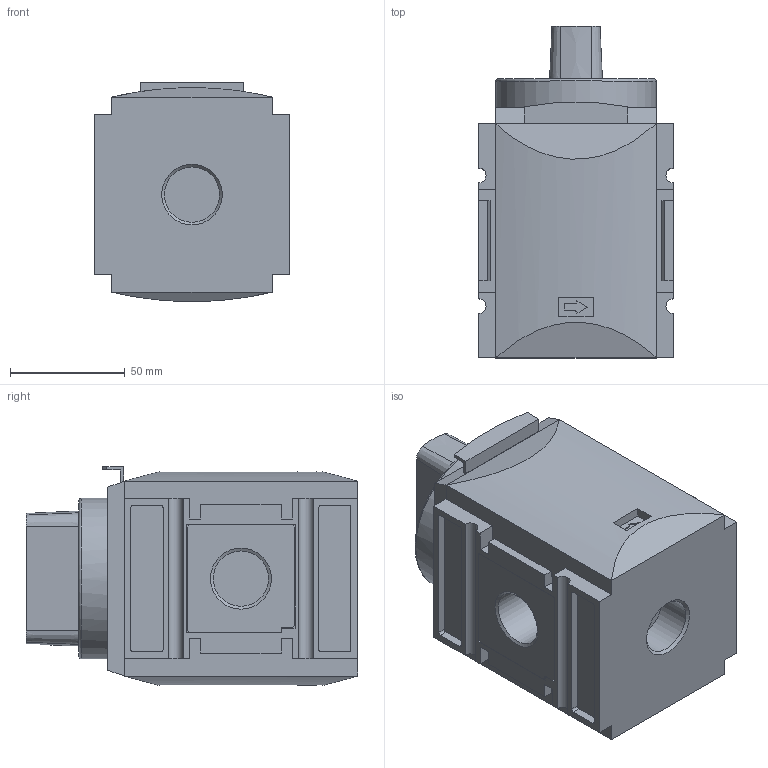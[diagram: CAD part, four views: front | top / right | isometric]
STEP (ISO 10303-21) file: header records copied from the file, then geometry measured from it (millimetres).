
FILE_DESCRIPTION( ( 'STEP AP203' ), '1' );
FILE_NAME( '94004_FF00_2_03.stp', ' ', ( ' ' ), ( ' ' ), 'PSStep 15.0.47', 'PARTsolutions', ' ' );
FILE_SCHEMA( ( 'CONFIG_CONTROL_DESIGN' ) );
Length unit declared in the file: millimetre
Products named in the file (2): 94004.FF00; _FU 983G 3/4000-1
Assembly tree (1 placements, depth 2):
  94004.FF00
    _FU 983G 3/4000-1
Bounding box: 85 x 144.7 x 95.52 mm (x, y, z)
Volume: 816238.5 mm3; surface area: 71114.9 mm2
Topology: 1 solids, 1 shells, 211 faces, 553 edges, 363 vertices
Faces by surface type: plane 158, cylinder 41, cone 11, torus 1
Full cylindrical faces by diameter (mm): 24.117 x3, 70 x1
Entity records: 6433 total; most frequent: CARTESIAN_POINT 1111, ORIENTED_EDGE 1078, DIRECTION 1074, EDGE_CURVE 539, LINE 430, VECTOR 430, VERTEX_POINT 359, AXIS2_PLACEMENT_3D 322
